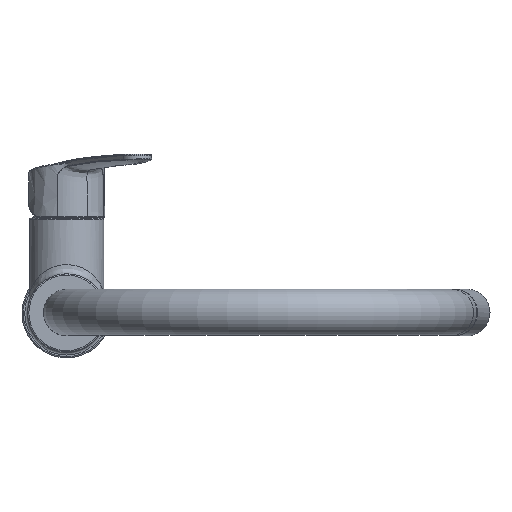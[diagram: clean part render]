
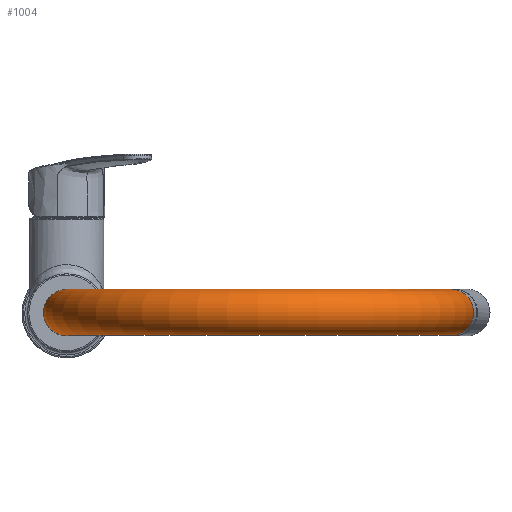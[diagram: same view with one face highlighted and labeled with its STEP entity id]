
A CAD part, top view. The second image highlights one B-rep face of the part: STEP entity #1004.
In plain terms, the highlighted toroidal (fillet/blend) face has major radius 104 mm and minor radius 12.4 mm.
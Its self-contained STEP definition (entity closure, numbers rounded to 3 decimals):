
#237=ORIENTED_EDGE('',*,*,#504,.F.);
#238=ORIENTED_EDGE('',*,*,#505,.T.);
#504=EDGE_CURVE('',#661,#661,#771,.F.);
#505=EDGE_CURVE('',#662,#662,#772,.F.);
#661=VERTEX_POINT('',#2939);
#662=VERTEX_POINT('',#2942);
#771=CIRCLE('',#1136,12.4);
#772=CIRCLE('',#1138,12.4);
#831=EDGE_LOOP('',(#237));
#832=EDGE_LOOP('',(#238));
#919=FACE_BOUND('',#831,.T.);
#920=FACE_BOUND('',#832,.T.);
#987=TOROIDAL_SURFACE('',#1137,104.,12.4);
#1004=ADVANCED_FACE('',(#919,#920),#987,.T.);
#1136=AXIS2_PLACEMENT_3D('',#2938,#1236,#1237);
#1137=AXIS2_PLACEMENT_3D('',#2940,#1238,#1239);
#1138=AXIS2_PLACEMENT_3D('',#2941,#1240,#1241);
#1236=DIRECTION('',(-0.174,0.,0.985));
#1237=DIRECTION('',(-0.985,0.,-0.174));
#1238=DIRECTION('',(0.,1.,0.));
#1239=DIRECTION('',(0.,0.,1.));
#1240=DIRECTION('',(0.,0.,-1.));
#1241=DIRECTION('',(1.,0.,0.));
#2938=CARTESIAN_POINT('',(206.42,0.,245.536));
#2939=CARTESIAN_POINT('',(194.208,0.,243.382));
#2940=CARTESIAN_POINT('',(104.,0.,227.476));
#2941=CARTESIAN_POINT('',(0.,0.,227.476));
#2942=CARTESIAN_POINT('',(12.4,0.,227.476));
